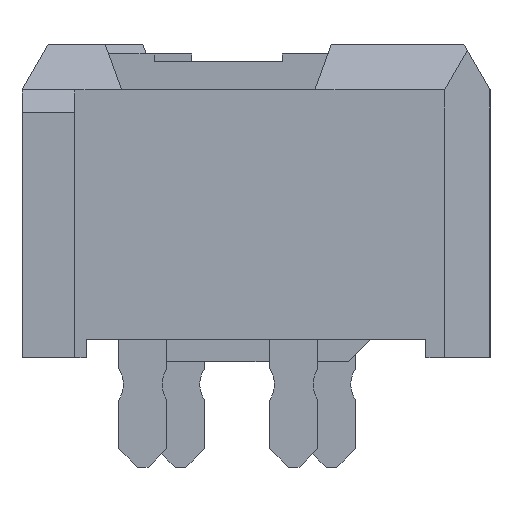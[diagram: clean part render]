
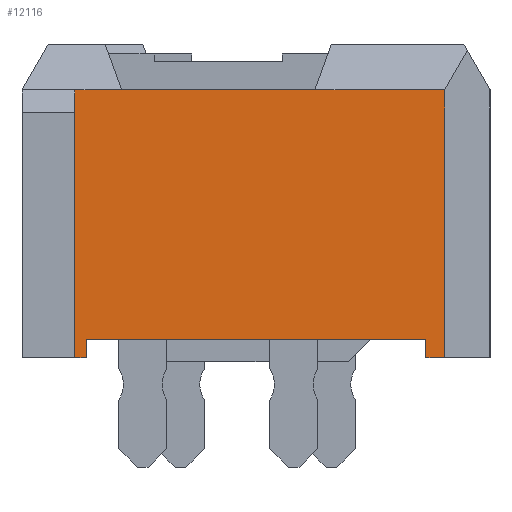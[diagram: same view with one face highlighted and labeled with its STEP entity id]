
A CAD part, left-side view. The second image highlights one B-rep face of the part: STEP entity #12116.
In plain terms, the highlighted planar face has unit normal (-1, 0, 0).
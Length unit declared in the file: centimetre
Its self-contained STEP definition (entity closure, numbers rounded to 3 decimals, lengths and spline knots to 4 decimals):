
#546=FACE_OUTER_BOUND($,#1174,.T.);
#1174=EDGE_LOOP($,(#8924,#8925,#8926,#8927,#8928,#8929,#8930,#8931,#8932,
#8933));
#1854=LINE($,#17146,#3449);
#1863=LINE($,#17165,#3458);
#1977=LINE($,#17392,#3572);
#1995=LINE($,#17427,#3590);
#2011=LINE($,#17457,#3606);
#2175=LINE($,#17780,#3770);
#2181=LINE($,#17793,#3776);
#2199=LINE($,#17831,#3794);
#2201=LINE($,#17836,#3796);
#2203=LINE($,#17840,#3798);
#3449=VECTOR($,#13722,0.062);
#3458=VECTOR($,#13735,0.45);
#3572=VECTOR($,#13851,0.025);
#3590=VECTOR($,#13885,0.025);
#3606=VECTOR($,#13913,0.025);
#3770=VECTOR($,#14297,0.355);
#3776=VECTOR($,#14315,0.256);
#3794=VECTOR($,#14355,0.015);
#3796=VECTOR($,#14363,0.355);
#3798=VECTOR($,#14369,0.172);
#4996=VERTEX_POINT($,#17139);
#4998=VERTEX_POINT($,#17144);
#5005=VERTEX_POINT($,#17162);
#5006=VERTEX_POINT($,#17164);
#5118=VERTEX_POINT($,#17391);
#5127=VERTEX_POINT($,#17425);
#5135=VERTEX_POINT($,#17455);
#5184=VERTEX_POINT($,#17778);
#5185=VERTEX_POINT($,#17792);
#5194=VERTEX_POINT($,#17830);
#6245=EDGE_CURVE($,#4996,#4998,#1854,.T.);
#6254=EDGE_CURVE($,#5006,#5005,#1863,.T.);
#6368=EDGE_CURVE($,#5006,#5118,#1977,.T.);
#6386=EDGE_CURVE($,#5005,#5127,#1995,.T.);
#6402=EDGE_CURVE($,#5127,#5135,#2011,.T.);
#6566=EDGE_CURVE($,#5184,#5135,#2175,.T.);
#6572=EDGE_CURVE($,#5185,#4996,#2181,.T.);
#6590=EDGE_CURVE($,#5194,#5118,#2199,.T.);
#6592=EDGE_CURVE($,#5194,#4998,#2201,.T.);
#6594=EDGE_CURVE($,#5184,#5185,#2203,.T.);
#8924=ORIENTED_EDGE($,*,*,#6594,.T.);
#8925=ORIENTED_EDGE($,*,*,#6572,.T.);
#8926=ORIENTED_EDGE($,*,*,#6245,.T.);
#8927=ORIENTED_EDGE($,*,*,#6592,.F.);
#8928=ORIENTED_EDGE($,*,*,#6590,.T.);
#8929=ORIENTED_EDGE($,*,*,#6368,.F.);
#8930=ORIENTED_EDGE($,*,*,#6254,.T.);
#8931=ORIENTED_EDGE($,*,*,#6386,.T.);
#8932=ORIENTED_EDGE($,*,*,#6402,.T.);
#8933=ORIENTED_EDGE($,*,*,#6566,.F.);
#11611=PLANE($,#12736);
#12116=ADVANCED_FACE($,(#546),#11611,.F.);
#12736=AXIS2_PLACEMENT_3D($,#17839,#14367,#14368);
#13722=DIRECTION($,(0.,1.,0.));
#13735=DIRECTION($,(0.,-1.,0.));
#13851=DIRECTION($,(0.,0.,-1.));
#13885=DIRECTION($,(0.,0.,-1.));
#13913=DIRECTION($,(0.,-1.,0.));
#14297=DIRECTION($,(0.,0.,-1.));
#14315=DIRECTION($,(0.,1.,0.));
#14355=DIRECTION($,(0.,-1.,0.));
#14363=DIRECTION($,(0.,0.,1.));
#14367=DIRECTION('center_axis',(1.,0.,0.));
#14368=DIRECTION('ref_axis',(0.,1.,0.));
#14369=DIRECTION($,(0.,1.,0.));
#17139=CARTESIAN_POINT('',(-0.6825,0.178,0.36));
#17144=CARTESIAN_POINT('',(-0.6825,0.24,0.36));
#17146=CARTESIAN_POINT($,(-0.6825,-0.31,0.36));
#17162=CARTESIAN_POINT('',(-0.6825,-0.225,0.03));
#17164=CARTESIAN_POINT('',(-0.6825,0.225,0.03));
#17165=CARTESIAN_POINT($,(-0.6825,0.225,0.03));
#17391=CARTESIAN_POINT('',(-0.6825,0.225,0.005));
#17392=CARTESIAN_POINT($,(-0.6825,0.225,0.03));
#17425=CARTESIAN_POINT('',(-0.6825,-0.225,0.005));
#17427=CARTESIAN_POINT($,(-0.6825,-0.225,0.03));
#17455=CARTESIAN_POINT('',(-0.6825,-0.25,0.005));
#17457=CARTESIAN_POINT($,(-0.6825,0.31,0.005));
#17778=CARTESIAN_POINT('',(-0.6825,-0.25,0.36));
#17780=CARTESIAN_POINT($,(-0.6825,-0.25,0.42));
#17792=CARTESIAN_POINT('',(-0.6825,-0.078,0.36));
#17793=CARTESIAN_POINT($,(-0.6825,-0.078,0.36));
#17830=CARTESIAN_POINT('',(-0.6825,0.24,0.005));
#17831=CARTESIAN_POINT($,(-0.6825,0.31,0.005));
#17836=CARTESIAN_POINT($,(-0.6825,0.24,0.42));
#17839=CARTESIAN_POINT('Origin',(-0.6825,0.31,0.42));
#17840=CARTESIAN_POINT($,(-0.6825,-0.31,0.36));
